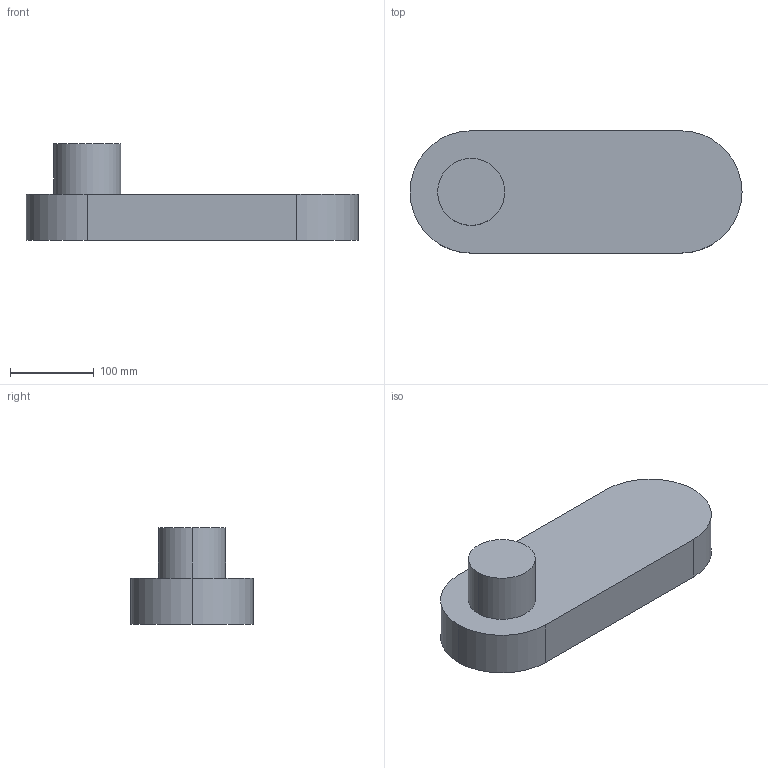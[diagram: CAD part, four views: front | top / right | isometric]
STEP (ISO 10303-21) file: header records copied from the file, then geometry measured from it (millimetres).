
FILE_DESCRIPTION (( 'STEP AP203' ), '1' );
FILE_NAME ('Link1_默认_sldprt.STEP', '2018-11-24T08:41:50', ( '' ), ( '' ), 'SwSTEP 2.0', 'SolidWorks 2014', '' );
FILE_SCHEMA (( 'CONFIG_CONTROL_DESIGN' ));
Length unit declared in the file: millimetre
Products named in the file (1): Link1_默认_sldprt
Bounding box: 396 x 146 x 115 mm (x, y, z)
Volume: 3129347 mm3; surface area: 179316.3 mm2
Topology: 1 solids, 1 shells, 13 faces, 27 edges, 18 vertices
Faces by surface type: cylinder 7, plane 6
Entity records: 432 total; most frequent: DIRECTION 69, CARTESIAN_POINT 59, ORIENTED_EDGE 54, AXIS2_PLACEMENT_3D 28, EDGE_CURVE 27, VERTEX_POINT 18, EDGE_LOOP 15, CIRCLE 14
